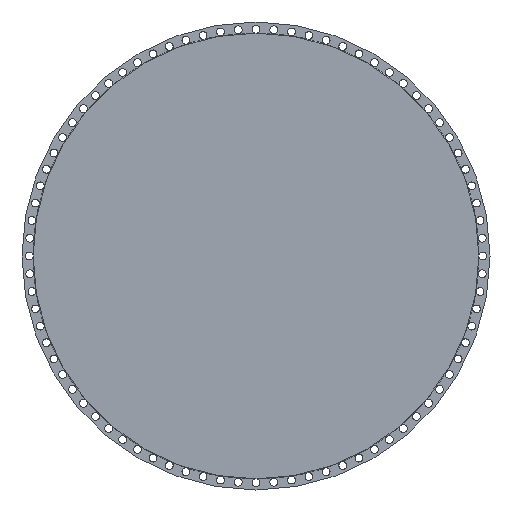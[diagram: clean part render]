
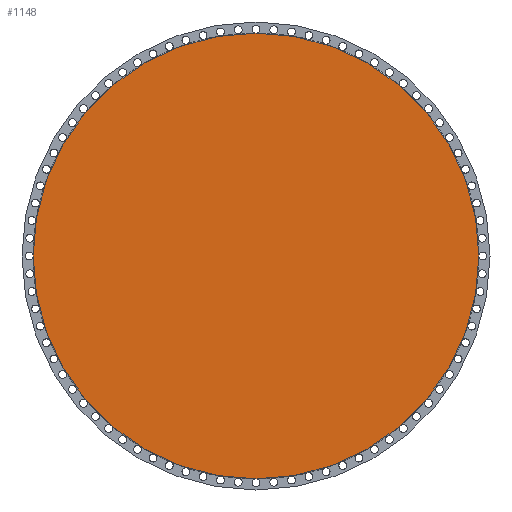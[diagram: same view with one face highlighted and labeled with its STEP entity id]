
A CAD part, left-side view. The second image highlights one B-rep face of the part: STEP entity #1148.
In plain terms, the highlighted planar face has unit normal (-1, 0, 0).
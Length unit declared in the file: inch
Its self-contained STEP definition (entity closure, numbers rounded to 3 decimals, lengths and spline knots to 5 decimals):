
#190 = AXIS2_PLACEMENT_3D ( 'NONE', #5019, #377, #5054 ) ;
#377 = DIRECTION ( 'NONE',  ( -1., 0., 0. ) ) ;
#412 = EDGE_CURVE ( 'NONE', #6956, #2665, #6133, .T. ) ;
#802 = CIRCLE ( 'NONE', #190, 38.8125 ) ;
#1148 = ADVANCED_FACE ( 'NONE', ( #5134 ), #1591, .T. ) ;
#1249 = CARTESIAN_POINT ( 'NONE',  ( 0., 0., 0. ) ) ;
#1591 = PLANE ( 'NONE',  #4722 ) ;
#2011 = CARTESIAN_POINT ( 'NONE',  ( 0., 0., 38.8125 ) ) ;
#2665 = VERTEX_POINT ( 'NONE', #3900 ) ;
#2771 = EDGE_LOOP ( 'NONE', ( #7083, #2988 ) ) ;
#2801 = DIRECTION ( 'NONE',  ( 0., 0., 1. ) ) ;
#2988 = ORIENTED_EDGE ( 'NONE', *, *, #3320, .T. ) ;
#3320 = EDGE_CURVE ( 'NONE', #2665, #6956, #802, .T. ) ;
#3366 = AXIS2_PLACEMENT_3D ( 'NONE', #1249, #6416, #2801 ) ;
#3900 = CARTESIAN_POINT ( 'NONE',  ( 0., 0., -38.8125 ) ) ;
#3914 = DIRECTION ( 'NONE',  ( -1., 0., 0. ) ) ;
#4722 = AXIS2_PLACEMENT_3D ( 'NONE', #5761, #3914, #5096 ) ;
#5019 = CARTESIAN_POINT ( 'NONE',  ( 0., 0., 0. ) ) ;
#5054 = DIRECTION ( 'NONE',  ( 0., 0., 1. ) ) ;
#5096 = DIRECTION ( 'NONE',  ( 0., 0., 1. ) ) ;
#5134 = FACE_OUTER_BOUND ( 'NONE', #2771, .T. ) ;
#5761 = CARTESIAN_POINT ( 'NONE',  ( 0., 0., 0. ) ) ;
#6133 = CIRCLE ( 'NONE', #3366, 38.8125 ) ;
#6416 = DIRECTION ( 'NONE',  ( -1., 0., 0. ) ) ;
#6956 = VERTEX_POINT ( 'NONE', #2011 ) ;
#7083 = ORIENTED_EDGE ( 'NONE', *, *, #412, .T. ) ;
